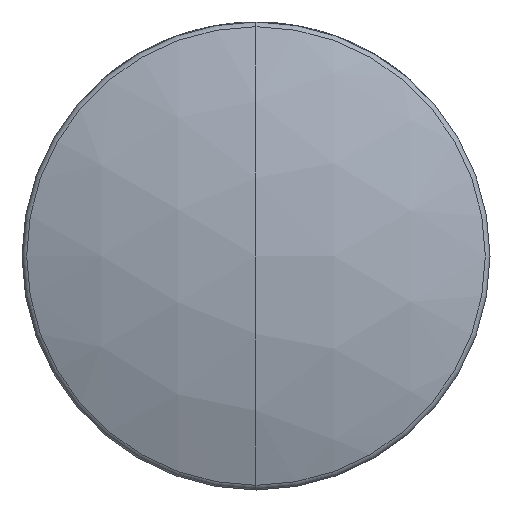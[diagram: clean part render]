
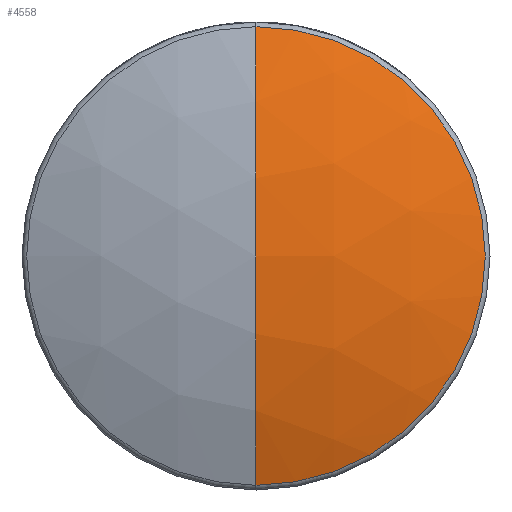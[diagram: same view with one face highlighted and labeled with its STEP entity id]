
A CAD part, left-side view. The second image highlights one B-rep face of the part: STEP entity #4558.
In plain terms, the highlighted spherical face has radius 44.167 mm.
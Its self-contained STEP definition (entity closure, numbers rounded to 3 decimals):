
#603 = DIRECTION ( 'NONE',  ( 0., 0., 1. ) ) ;
#631 = CARTESIAN_POINT ( 'NONE',  ( 29.167, 0., 0. ) ) ;
#995 = CARTESIAN_POINT ( 'NONE',  ( -12.124, 0., 15.677 ) ) ;
#1029 = DIRECTION ( 'NONE',  ( 0., 0., -1. ) ) ;
#1155 = DIRECTION ( 'NONE',  ( 0., -1., 0. ) ) ;
#1973 = VERTEX_POINT ( 'NONE', #9825 ) ;
#2303 = ORIENTED_EDGE ( 'NONE', *, *, #8157, .T. ) ;
#2749 = VERTEX_POINT ( 'NONE', #995 ) ;
#3002 = SPHERICAL_SURFACE ( 'NONE', #3634, 44.167 ) ;
#3113 = CIRCLE ( 'NONE', #9703, 15.677 ) ;
#3450 = DIRECTION ( 'NONE',  ( 0., -1., 0. ) ) ;
#3634 = AXIS2_PLACEMENT_3D ( 'NONE', #8059, #3450, #8091 ) ;
#3920 = ORIENTED_EDGE ( 'NONE', *, *, #6934, .T. ) ;
#4471 = DIRECTION ( 'NONE',  ( 0., 1., 0. ) ) ;
#4493 = ORIENTED_EDGE ( 'NONE', *, *, #6464, .F. ) ;
#4558 = ADVANCED_FACE ( 'NONE', ( #6773 ), #3002, .T. ) ;
#5904 = DIRECTION ( 'NONE',  ( 0., 0., -1. ) ) ;
#6464 = EDGE_CURVE ( 'NONE', #7698, #2749, #9749, .T. ) ;
#6773 = FACE_OUTER_BOUND ( 'NONE', #9453, .T. ) ;
#6934 = EDGE_CURVE ( 'NONE', #7698, #1973, #7888, .T. ) ;
#7141 = AXIS2_PLACEMENT_3D ( 'NONE', #8821, #1155, #1029 ) ;
#7557 = CARTESIAN_POINT ( 'NONE',  ( -12.124, 0., 0. ) ) ;
#7698 = VERTEX_POINT ( 'NONE', #8324 ) ;
#7888 = CIRCLE ( 'NONE', #7141, 44.167 ) ;
#8059 = CARTESIAN_POINT ( 'NONE',  ( 29.167, 0., 0. ) ) ;
#8091 = DIRECTION ( 'NONE',  ( 0., 0., 1. ) ) ;
#8157 = EDGE_CURVE ( 'NONE', #1973, #2749, #3113, .T. ) ;
#8280 = DIRECTION ( 'NONE',  ( -1., 0., 0. ) ) ;
#8324 = CARTESIAN_POINT ( 'NONE',  ( -15., 0., 0. ) ) ;
#8711 = AXIS2_PLACEMENT_3D ( 'NONE', #631, #4471, #603 ) ;
#8821 = CARTESIAN_POINT ( 'NONE',  ( 29.167, 0., 0. ) ) ;
#9453 = EDGE_LOOP ( 'NONE', ( #4493, #3920, #2303 ) ) ;
#9703 = AXIS2_PLACEMENT_3D ( 'NONE', #7557, #8280, #5904 ) ;
#9749 = CIRCLE ( 'NONE', #8711, 44.167 ) ;
#9825 = CARTESIAN_POINT ( 'NONE',  ( -12.124, 0., -15.677 ) ) ;
